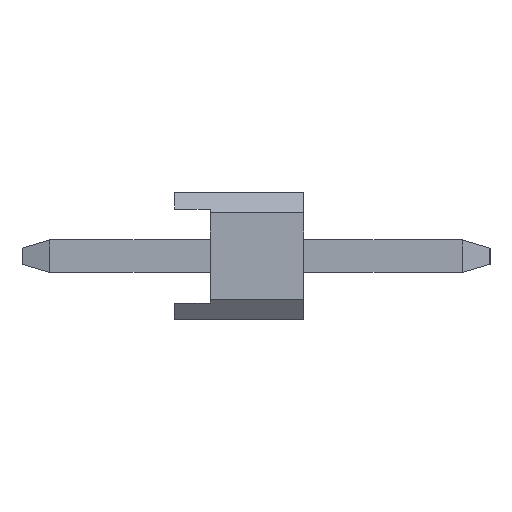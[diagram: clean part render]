
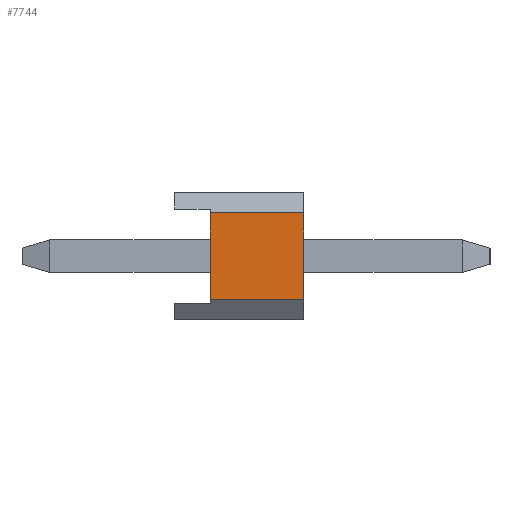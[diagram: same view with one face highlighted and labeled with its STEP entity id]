
A CAD part, left-side view. The second image highlights one B-rep face of the part: STEP entity #7744.
In plain terms, the highlighted planar face has unit normal (-1, 0, 0).
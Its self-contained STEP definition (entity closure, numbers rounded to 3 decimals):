
#4910=EDGE_CURVE('',#12352,#7672,#13589,.T.);
#7414=VERTEX_POINT('',#16327);
#7672=VERTEX_POINT('',#16614);
#7744=ADVANCED_FACE('',(#16690),#16691,.T.);
#9882=EDGE_CURVE('',#7414,#12352,#19078,.T.);
#10474=EDGE_CURVE('',#7414,#12398,#19721,.T.);
#11962=EDGE_CURVE('',#7672,#12398,#21358,.T.);
#12352=VERTEX_POINT('',#21781);
#12398=VERTEX_POINT('',#21831);
#13589=LINE('',#23389,#23390);
#16327=CARTESIAN_POINT('',(-35.46,-0.7,0.851));
#16614=CARTESIAN_POINT('',(-35.46,-2.54,-0.851));
#16690=FACE_OUTER_BOUND('',#27905,.T.);
#16691=PLANE('',#27906);
#19078=LINE('',#31326,#31327);
#19721=LINE('',#32295,#32296);
#21358=LINE('',#34654,#34655);
#21781=CARTESIAN_POINT('',(-35.46,-0.7,-0.851));
#21831=CARTESIAN_POINT('',(-35.46,-2.54,0.851));
#23389=CARTESIAN_POINT('',(-35.46,0.,-0.851));
#23390=VECTOR('',#36834,1.0);
#27905=EDGE_LOOP('',(#39741,#39742,#39743,#39744));
#27906=AXIS2_PLACEMENT_3D('',#39745,#39746,#39747);
#31326=CARTESIAN_POINT('',(-35.46,-0.7,-0.426));
#31327=VECTOR('',#42424,1.0);
#32295=CARTESIAN_POINT('',(-35.46,0.,0.851));
#32296=VECTOR('',#43003,1.0);
#34654=CARTESIAN_POINT('',(-35.46,-2.54,0.851));
#34655=VECTOR('',#44586,1.0);
#36834=DIRECTION('',(0.0,-1.0,0.));
#39741=ORIENTED_EDGE('',*,*,#9882,.T.);
#39742=ORIENTED_EDGE('',*,*,#4910,.T.);
#39743=ORIENTED_EDGE('',*,*,#11962,.T.);
#39744=ORIENTED_EDGE('',*,*,#10474,.F.);
#39745=CARTESIAN_POINT('',(-35.46,0.,-0.851));
#39746=DIRECTION('',(-1.0,0.0,0.0));
#39747=DIRECTION('',(0.0,0.,-1.0));
#42424=DIRECTION('',(0.0,0.,-1.0));
#43003=DIRECTION('',(0.0,-1.0,0.));
#44586=DIRECTION('',(0.0,0.,1.0));
